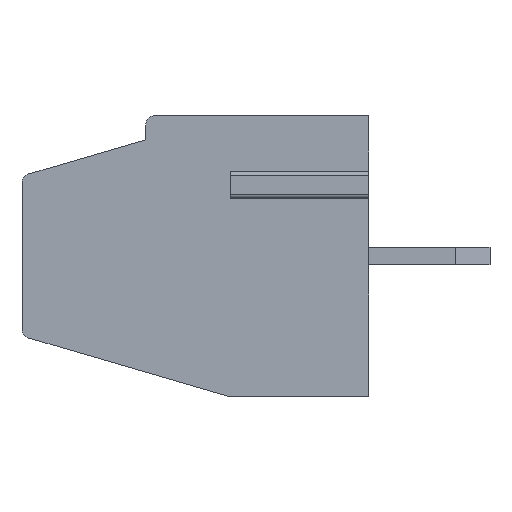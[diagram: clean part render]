
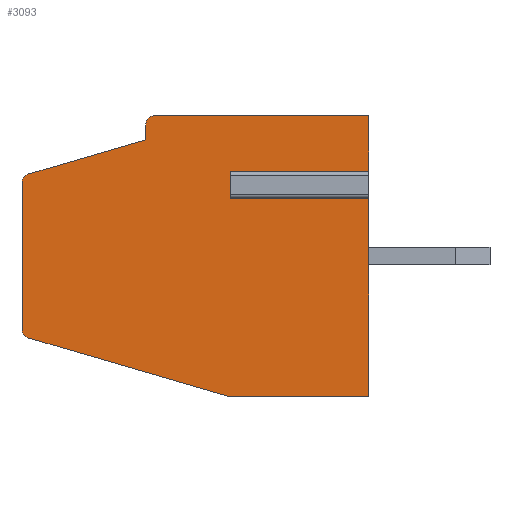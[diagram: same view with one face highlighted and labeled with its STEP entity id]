
A CAD part, left-side view. The second image highlights one B-rep face of the part: STEP entity #3093.
In plain terms, the highlighted planar face has unit normal (-1, 0, 0).
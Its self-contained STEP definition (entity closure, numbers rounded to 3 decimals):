
#166 = CARTESIAN_POINT ( 'NONE',  ( -7.62, -5., 8.1 ) ) ;
#208 = VECTOR ( 'NONE', #3427, 1000. ) ;
#349 = VERTEX_POINT ( 'NONE', #5017 ) ;
#411 = EDGE_CURVE ( 'NONE', #10692, #349, #2124, .T. ) ;
#504 = CIRCLE ( 'NONE', #1372, 0.29 ) ;
#518 = EDGE_CURVE ( 'NONE', #10668, #5780, #4229, .T. ) ;
#528 = VECTOR ( 'NONE', #8627, 1000. ) ;
#548 = CARTESIAN_POINT ( 'NONE',  ( -7.62, 5., 1.891 ) ) ;
#620 = CARTESIAN_POINT ( 'NONE',  ( -7.62, -5., 5.85 ) ) ;
#947 = VECTOR ( 'NONE', #2441, 1000. ) ;
#965 = DIRECTION ( 'NONE',  ( 1., 0., 0. ) ) ;
#974 = ORIENTED_EDGE ( 'NONE', *, *, #1259, .F. ) ;
#1062 = VECTOR ( 'NONE', #3390, 1000. ) ;
#1193 = LINE ( 'NONE', #4146, #1325 ) ;
#1217 = AXIS2_PLACEMENT_3D ( 'NONE', #8809, #965, #1339 ) ;
#1219 = VERTEX_POINT ( 'NONE', #8766 ) ;
#1259 = EDGE_CURVE ( 'NONE', #3728, #4113, #3287, .T. ) ;
#1325 = VECTOR ( 'NONE', #5911, 1000. ) ;
#1339 = DIRECTION ( 'NONE',  ( 0., 0., 1. ) ) ;
#1369 = CARTESIAN_POINT ( 'NONE',  ( -7.62, -1., 5.85 ) ) ;
#1372 = AXIS2_PLACEMENT_3D ( 'NONE', #10289, #7597, #8454 ) ;
#1675 = DIRECTION ( 'NONE',  ( 0., 1., 0. ) ) ;
#1744 = VECTOR ( 'NONE', #4403, 1000. ) ;
#1810 = CARTESIAN_POINT ( 'NONE',  ( -7.62, -5., 8.1 ) ) ;
#1885 = LINE ( 'NONE', #7524, #947 ) ;
#2124 = LINE ( 'NONE', #166, #9941 ) ;
#2252 = ORIENTED_EDGE ( 'NONE', *, *, #10879, .F. ) ;
#2421 = VERTEX_POINT ( 'NONE', #3436 ) ;
#2441 = DIRECTION ( 'NONE',  ( 0., -1., 0. ) ) ;
#2520 = FACE_OUTER_BOUND ( 'NONE', #5177, .T. ) ;
#2576 = VECTOR ( 'NONE', #9126, 1000. ) ;
#2635 = VERTEX_POINT ( 'NONE', #7148 ) ;
#2791 = ORIENTED_EDGE ( 'NONE', *, *, #4066, .F. ) ;
#2882 = PLANE ( 'NONE',  #1217 ) ;
#2927 = EDGE_CURVE ( 'NONE', #5290, #1219, #7610, .T. ) ;
#3093 = ADVANCED_FACE ( 'NONE', ( #2520 ), #2882, .F. ) ;
#3147 = VECTOR ( 'NONE', #5490, 1000. ) ;
#3174 = ORIENTED_EDGE ( 'NONE', *, *, #10537, .F. ) ;
#3185 = CARTESIAN_POINT ( 'NONE',  ( -7.62, 1.145, 7.815 ) ) ;
#3287 = LINE ( 'NONE', #7933, #7906 ) ;
#3379 = DIRECTION ( 'NONE',  ( 0., 0., -1. ) ) ;
#3390 = DIRECTION ( 'NONE',  ( 0., -0.96, 0.28 ) ) ;
#3427 = DIRECTION ( 'NONE',  ( 0., 0., -1. ) ) ;
#3436 = CARTESIAN_POINT ( 'NONE',  ( -7.62, -0.96, 0. ) ) ;
#3674 = ORIENTED_EDGE ( 'NONE', *, *, #411, .F. ) ;
#3728 = VERTEX_POINT ( 'NONE', #7252 ) ;
#3963 = LINE ( 'NONE', #10415, #1744 ) ;
#4066 = EDGE_CURVE ( 'NONE', #9833, #6027, #504, .T. ) ;
#4113 = VERTEX_POINT ( 'NONE', #6787 ) ;
#4136 = CARTESIAN_POINT ( 'NONE',  ( -7.62, -4.682, 9.188 ) ) ;
#4146 = CARTESIAN_POINT ( 'NONE',  ( -7.62, -5., 0. ) ) ;
#4229 = LINE ( 'NONE', #1810, #7002 ) ;
#4403 = DIRECTION ( 'NONE',  ( 0., -1., 0. ) ) ;
#4564 = VERTEX_POINT ( 'NONE', #10685 ) ;
#4649 = CARTESIAN_POINT ( 'NONE',  ( -7.62, -5., 8.1 ) ) ;
#4808 = LINE ( 'NONE', #9969, #2576 ) ;
#5017 = CARTESIAN_POINT ( 'NONE',  ( -7.62, -5., 0. ) ) ;
#5146 = LINE ( 'NONE', #5568, #3147 ) ;
#5174 = EDGE_CURVE ( 'NONE', #5290, #6027, #9363, .T. ) ;
#5177 = EDGE_LOOP ( 'NONE', ( #8307, #6943, #10184, #6867, #3174, #6040, #974, #2252, #9372, #10497, #2791, #9412, #7380, #3674 ) ) ;
#5290 = VERTEX_POINT ( 'NONE', #10075 ) ;
#5490 = DIRECTION ( 'NONE',  ( 0., 0., -1. ) ) ;
#5568 = CARTESIAN_POINT ( 'NONE',  ( -7.62, -1., 0. ) ) ;
#5599 = EDGE_CURVE ( 'NONE', #2421, #349, #1193, .T. ) ;
#5780 = VERTEX_POINT ( 'NONE', #7669 ) ;
#5911 = DIRECTION ( 'NONE',  ( 0., -1., 0. ) ) ;
#6027 = VERTEX_POINT ( 'NONE', #548 ) ;
#6040 = ORIENTED_EDGE ( 'NONE', *, *, #8783, .F. ) ;
#6087 = DIRECTION ( 'NONE',  ( 0., 0., -1. ) ) ;
#6407 = DIRECTION ( 'NONE',  ( 1., 0., 0. ) ) ;
#6787 = CARTESIAN_POINT ( 'NONE',  ( -7.62, 1.435, 7.815 ) ) ;
#6867 = ORIENTED_EDGE ( 'NONE', *, *, #518, .F. ) ;
#6943 = ORIENTED_EDGE ( 'NONE', *, *, #9259, .F. ) ;
#7002 = VECTOR ( 'NONE', #3379, 1000. ) ;
#7148 = CARTESIAN_POINT ( 'NONE',  ( -7.62, -1., 6.35 ) ) ;
#7252 = CARTESIAN_POINT ( 'NONE',  ( -7.62, 1.435, 7.4 ) ) ;
#7311 = DIRECTION ( 'NONE',  ( 0., 1., 0. ) ) ;
#7380 = ORIENTED_EDGE ( 'NONE', *, *, #5599, .T. ) ;
#7524 = CARTESIAN_POINT ( 'NONE',  ( -7.62, -1., 6.35 ) ) ;
#7577 = VERTEX_POINT ( 'NONE', #1369 ) ;
#7597 = DIRECTION ( 'NONE',  ( 1., 0., 0. ) ) ;
#7610 = CIRCLE ( 'NONE', #10877, 0.29 ) ;
#7626 = CARTESIAN_POINT ( 'NONE',  ( -7.62, -1., 5.85 ) ) ;
#7669 = CARTESIAN_POINT ( 'NONE',  ( -7.62, -5., 6.35 ) ) ;
#7906 = VECTOR ( 'NONE', #8038, 1000. ) ;
#7930 = LINE ( 'NONE', #7626, #528 ) ;
#7933 = CARTESIAN_POINT ( 'NONE',  ( -7.62, 1.435, 8.1 ) ) ;
#8038 = DIRECTION ( 'NONE',  ( 0., 0., 1. ) ) ;
#8229 = AXIS2_PLACEMENT_3D ( 'NONE', #3185, #6407, #7311 ) ;
#8307 = ORIENTED_EDGE ( 'NONE', *, *, #10397, .F. ) ;
#8357 = CARTESIAN_POINT ( 'NONE',  ( -7.62, 4.719, 6.138 ) ) ;
#8454 = DIRECTION ( 'NONE',  ( 0., 1., 0. ) ) ;
#8501 = CARTESIAN_POINT ( 'NONE',  ( -7.62, 5., 8.1 ) ) ;
#8627 = DIRECTION ( 'NONE',  ( 0., -1., 0. ) ) ;
#8667 = EDGE_CURVE ( 'NONE', #2421, #9833, #4808, .T. ) ;
#8766 = CARTESIAN_POINT ( 'NONE',  ( -7.62, 4.8, 6.417 ) ) ;
#8783 = EDGE_CURVE ( 'NONE', #4113, #4564, #9552, .T. ) ;
#8809 = CARTESIAN_POINT ( 'NONE',  ( -7.62, -5., 8.1 ) ) ;
#9126 = DIRECTION ( 'NONE',  ( 0., 0.96, 0.28 ) ) ;
#9259 = EDGE_CURVE ( 'NONE', #2635, #7577, #5146, .T. ) ;
#9314 = DIRECTION ( 'NONE',  ( 1., 0., 0. ) ) ;
#9363 = LINE ( 'NONE', #8501, #208 ) ;
#9372 = ORIENTED_EDGE ( 'NONE', *, *, #2927, .F. ) ;
#9412 = ORIENTED_EDGE ( 'NONE', *, *, #8667, .F. ) ;
#9552 = CIRCLE ( 'NONE', #8229, 0.29 ) ;
#9833 = VERTEX_POINT ( 'NONE', #11002 ) ;
#9941 = VECTOR ( 'NONE', #6087, 1000. ) ;
#9969 = CARTESIAN_POINT ( 'NONE',  ( -7.62, -2.501, -0.45 ) ) ;
#10075 = CARTESIAN_POINT ( 'NONE',  ( -7.62, 5., 6.209 ) ) ;
#10184 = ORIENTED_EDGE ( 'NONE', *, *, #10250, .T. ) ;
#10250 = EDGE_CURVE ( 'NONE', #2635, #5780, #1885, .T. ) ;
#10289 = CARTESIAN_POINT ( 'NONE',  ( -7.62, 4.719, 1.962 ) ) ;
#10397 = EDGE_CURVE ( 'NONE', #7577, #10692, #7930, .T. ) ;
#10415 = CARTESIAN_POINT ( 'NONE',  ( -7.62, -5., 8.1 ) ) ;
#10497 = ORIENTED_EDGE ( 'NONE', *, *, #5174, .T. ) ;
#10537 = EDGE_CURVE ( 'NONE', #4564, #10668, #3963, .T. ) ;
#10668 = VERTEX_POINT ( 'NONE', #4649 ) ;
#10685 = CARTESIAN_POINT ( 'NONE',  ( -7.62, 1.2, 8.1 ) ) ;
#10692 = VERTEX_POINT ( 'NONE', #620 ) ;
#10870 = LINE ( 'NONE', #4136, #1062 ) ;
#10877 = AXIS2_PLACEMENT_3D ( 'NONE', #8357, #9314, #1675 ) ;
#10879 = EDGE_CURVE ( 'NONE', #1219, #3728, #10870, .T. ) ;
#11002 = CARTESIAN_POINT ( 'NONE',  ( -7.62, 4.8, 1.683 ) ) ;
